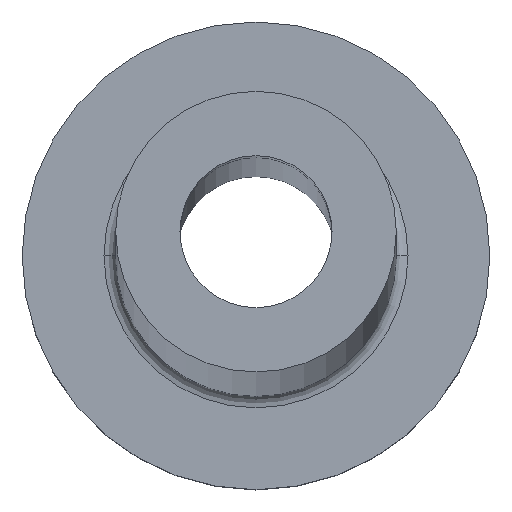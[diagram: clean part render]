
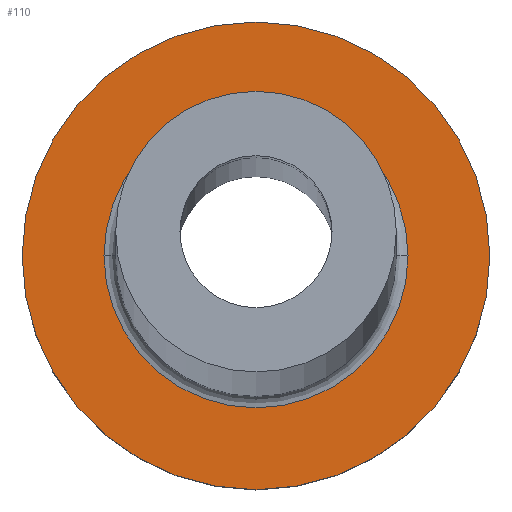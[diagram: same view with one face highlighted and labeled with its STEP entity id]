
A CAD part, top view. The second image highlights one B-rep face of the part: STEP entity #110.
In plain terms, the highlighted planar face has unit normal (0, 0, 1).
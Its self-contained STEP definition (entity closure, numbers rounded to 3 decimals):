
#1 = DIRECTION ( 'NONE',  ( 0., 0., -1. ) ) ;
#3 = VERTEX_POINT ( 'NONE', #307 ) ;
#21 = AXIS2_PLACEMENT_3D ( 'NONE', #63, #273, #411 ) ;
#24 = EDGE_LOOP ( 'NONE', ( #356, #60 ) ) ;
#27 = EDGE_CURVE ( 'NONE', #3, #415, #381, .T. ) ;
#30 = CIRCLE ( 'NONE', #282, 10. ) ;
#46 = CARTESIAN_POINT ( 'NONE',  ( 6.5, 0., 7. ) ) ;
#57 = AXIS2_PLACEMENT_3D ( 'NONE', #428, #1, #283 ) ;
#60 = ORIENTED_EDGE ( 'NONE', *, *, #27, .T. ) ;
#63 = CARTESIAN_POINT ( 'NONE',  ( 0., 0., 7. ) ) ;
#72 = ORIENTED_EDGE ( 'NONE', *, *, #439, .T. ) ;
#76 = AXIS2_PLACEMENT_3D ( 'NONE', #148, #260, #393 ) ;
#81 = DIRECTION ( 'NONE',  ( 0., 0., -1. ) ) ;
#88 = VERTEX_POINT ( 'NONE', #46 ) ;
#103 = AXIS2_PLACEMENT_3D ( 'NONE', #359, #81, #221 ) ;
#110 = ADVANCED_FACE ( 'NONE', ( #436, #118 ), #257, .T. ) ;
#118 = FACE_OUTER_BOUND ( 'NONE', #24, .T. ) ;
#124 = CARTESIAN_POINT ( 'NONE',  ( 0., 0., 7. ) ) ;
#133 = EDGE_CURVE ( 'NONE', #88, #134, #424, .T. ) ;
#134 = VERTEX_POINT ( 'NONE', #325 ) ;
#148 = CARTESIAN_POINT ( 'NONE',  ( 0., 0., 7. ) ) ;
#200 = EDGE_CURVE ( 'NONE', #415, #3, #30, .T. ) ;
#210 = EDGE_LOOP ( 'NONE', ( #306, #72 ) ) ;
#214 = CARTESIAN_POINT ( 'NONE',  ( -10., 0., 7. ) ) ;
#221 = DIRECTION ( 'NONE',  ( 1., 0., 0. ) ) ;
#230 = DIRECTION ( 'NONE',  ( 1., 0., 0. ) ) ;
#257 = PLANE ( 'NONE',  #76 ) ;
#260 = DIRECTION ( 'NONE',  ( 0., 0., 1. ) ) ;
#267 = DIRECTION ( 'NONE',  ( 0., 0., 1. ) ) ;
#273 = DIRECTION ( 'NONE',  ( 0., 0., 1. ) ) ;
#282 = AXIS2_PLACEMENT_3D ( 'NONE', #124, #267, #230 ) ;
#283 = DIRECTION ( 'NONE',  ( 1., 0., 0. ) ) ;
#306 = ORIENTED_EDGE ( 'NONE', *, *, #133, .T. ) ;
#307 = CARTESIAN_POINT ( 'NONE',  ( 10., 0., 7. ) ) ;
#325 = CARTESIAN_POINT ( 'NONE',  ( -6.5, 0., 7. ) ) ;
#356 = ORIENTED_EDGE ( 'NONE', *, *, #200, .T. ) ;
#359 = CARTESIAN_POINT ( 'NONE',  ( 0., 0., 7. ) ) ;
#381 = CIRCLE ( 'NONE', #21, 10. ) ;
#393 = DIRECTION ( 'NONE',  ( 1., 0., 0. ) ) ;
#411 = DIRECTION ( 'NONE',  ( 1., 0., 0. ) ) ;
#415 = VERTEX_POINT ( 'NONE', #214 ) ;
#424 = CIRCLE ( 'NONE', #103, 6.5 ) ;
#428 = CARTESIAN_POINT ( 'NONE',  ( 0., 0., 7. ) ) ;
#436 = FACE_BOUND ( 'NONE', #210, .T. ) ;
#439 = EDGE_CURVE ( 'NONE', #134, #88, #456, .T. ) ;
#456 = CIRCLE ( 'NONE', #57, 6.5 ) ;
